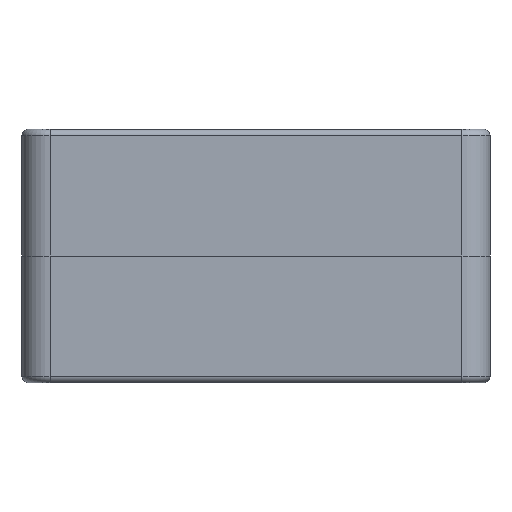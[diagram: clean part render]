
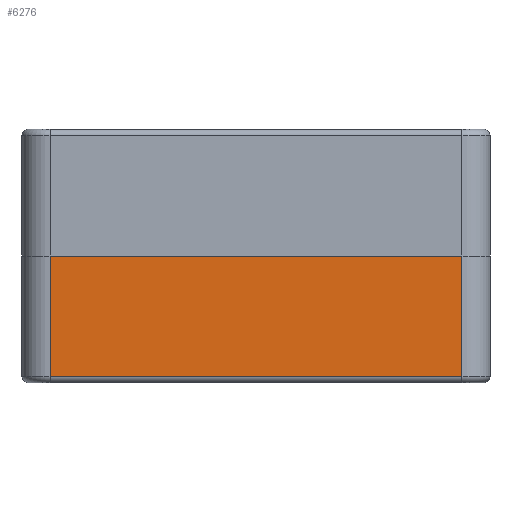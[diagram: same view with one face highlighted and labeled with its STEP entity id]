
A CAD part, front view. The second image highlights one B-rep face of the part: STEP entity #6276.
In plain terms, the highlighted planar face has unit normal (0, -1, 0).
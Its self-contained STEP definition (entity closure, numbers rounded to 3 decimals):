
#77 = CARTESIAN_POINT ( 'NONE',  ( -41.5, -48., 1.2 ) ) ;
#214 = CARTESIAN_POINT ( 'NONE',  ( -36.5, -48., 1.2 ) ) ;
#392 = VERTEX_POINT ( 'NONE', #6722 ) ;
#874 = LINE ( 'NONE', #4570, #6789 ) ;
#2460 = VECTOR ( 'NONE', #15514, 1000. ) ;
#2984 = ORIENTED_EDGE ( 'NONE', *, *, #16013, .T. ) ;
#4023 = DIRECTION ( 'NONE',  ( 1., 0., 0. ) ) ;
#4570 = CARTESIAN_POINT ( 'NONE',  ( -41.5, -48., 22.5 ) ) ;
#4790 = VERTEX_POINT ( 'NONE', #214 ) ;
#4791 = CARTESIAN_POINT ( 'NONE',  ( -36.5, -48., 22.5 ) ) ;
#5204 = VERTEX_POINT ( 'NONE', #9378 ) ;
#5568 = EDGE_CURVE ( 'NONE', #13455, #5204, #874, .T. ) ;
#6064 = EDGE_CURVE ( 'NONE', #392, #5204, #10049, .T. ) ;
#6276 = ADVANCED_FACE ( 'NONE', ( #16220 ), #14872, .F. ) ;
#6629 = ORIENTED_EDGE ( 'NONE', *, *, #8437, .T. ) ;
#6722 = CARTESIAN_POINT ( 'NONE',  ( 36.5, -48., 1.2 ) ) ;
#6789 = VECTOR ( 'NONE', #14411, 1000. ) ;
#6809 = LINE ( 'NONE', #77, #12394 ) ;
#6946 = ORIENTED_EDGE ( 'NONE', *, *, #6064, .T. ) ;
#8358 = CARTESIAN_POINT ( 'NONE',  ( 36.5, -48., 22.5 ) ) ;
#8437 = EDGE_CURVE ( 'NONE', #13455, #4790, #15805, .T. ) ;
#8461 = EDGE_LOOP ( 'NONE', ( #6629, #2984, #6946, #11965 ) ) ;
#8488 = AXIS2_PLACEMENT_3D ( 'NONE', #10843, #12378, #16393 ) ;
#9378 = CARTESIAN_POINT ( 'NONE',  ( 36.5, -48., 22.5 ) ) ;
#10049 = LINE ( 'NONE', #8358, #2460 ) ;
#10843 = CARTESIAN_POINT ( 'NONE',  ( -41.5, -48., 22.5 ) ) ;
#11965 = ORIENTED_EDGE ( 'NONE', *, *, #5568, .F. ) ;
#12378 = DIRECTION ( 'NONE',  ( 0., 1., 0. ) ) ;
#12394 = VECTOR ( 'NONE', #4023, 1000. ) ;
#12546 = VECTOR ( 'NONE', #14378, 1000. ) ;
#13455 = VERTEX_POINT ( 'NONE', #17434 ) ;
#14378 = DIRECTION ( 'NONE',  ( 0., 0., -1. ) ) ;
#14411 = DIRECTION ( 'NONE',  ( 1., 0., 0. ) ) ;
#14872 = PLANE ( 'NONE',  #8488 ) ;
#15514 = DIRECTION ( 'NONE',  ( 0., 0., 1. ) ) ;
#15805 = LINE ( 'NONE', #4791, #12546 ) ;
#16013 = EDGE_CURVE ( 'NONE', #4790, #392, #6809, .T. ) ;
#16220 = FACE_OUTER_BOUND ( 'NONE', #8461, .T. ) ;
#16393 = DIRECTION ( 'NONE',  ( 1., 0., 0. ) ) ;
#17434 = CARTESIAN_POINT ( 'NONE',  ( -36.5, -48., 22.5 ) ) ;
